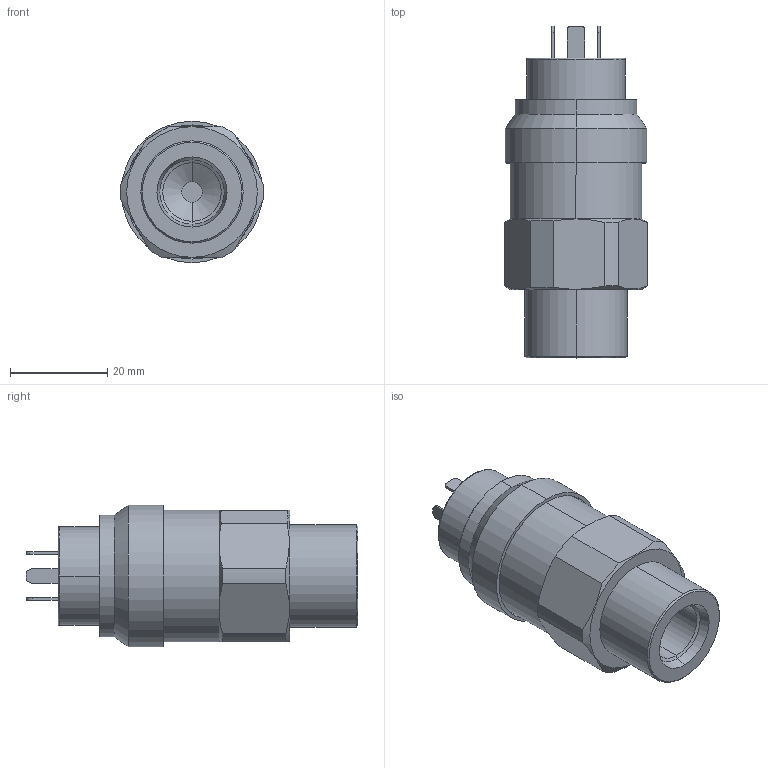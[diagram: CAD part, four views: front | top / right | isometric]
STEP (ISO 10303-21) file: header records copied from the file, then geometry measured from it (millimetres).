
FILE_DESCRIPTION (( 'STEP AP214' ), '1' );
FILE_NAME ('828X.XX.XX.10.01.STEP', '2017-07-03T13:40:04', ( 'upgadmin' ), ( 'Hewlett-Packard Company' ), 'SwSTEP 2.0', 'SolidWorks 2016', '' );
FILE_SCHEMA (( 'AUTOMOTIVE_DESIGN' ));
Length unit declared in the file: millimetre
Products named in the file (7): Mini-DIN; Bördelmutter; 10_C29616; Bördelmutter_C24031; 828X.XX.XX.10.01
Assembly tree (3 placements, depth 2):
  Bördelmutter
  10_C29616
  Mini-DIN
  828X.XX.XX.10.01
    10_C29616
    Bördelmutter_C24031
    Mini-DIN
Bounding box: 29.48 x 68.1 x 29 mm (x, y, z)
Volume: 28632.6 mm3; surface area: 10559.8 mm2
Topology: 3 solids, 3 shells, 194 faces, 452 edges, 284 vertices
Faces by surface type: plane 78, cylinder 47, cone 28, bspline 23, torus 18
Entity records: 7581 total; most frequent: CARTESIAN_POINT 2576, ORIENTED_EDGE 904, DIRECTION 890, EDGE_CURVE 452, AXIS2_PLACEMENT_3D 328, VERTEX_POINT 284, LINE 234, VECTOR 234
